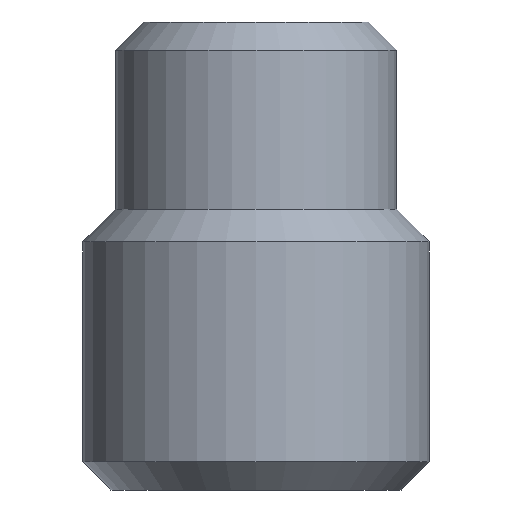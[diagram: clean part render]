
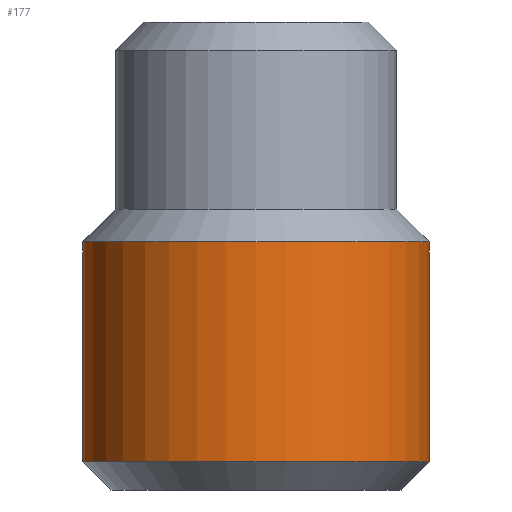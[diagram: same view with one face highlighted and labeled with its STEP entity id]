
A CAD part, front view. The second image highlights one B-rep face of the part: STEP entity #177.
In plain terms, the highlighted cylindrical face has radius 9.25 mm (diameter 18.5 mm), a full revolution.
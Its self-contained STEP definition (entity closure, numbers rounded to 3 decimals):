
#16=CYLINDRICAL_SURFACE('',#225,9.25);
#25=FACE_OUTER_BOUND('',#35,.T.);
#35=EDGE_LOOP('',(#155,#156,#157,#158));
#45=LINE('',#342,#55);
#55=VECTOR('',#288,9.25);
#68=CIRCLE('',#219,9.25);
#72=CIRCLE('',#226,9.25);
#84=VERTEX_POINT('',#326);
#88=VERTEX_POINT('',#340);
#106=EDGE_CURVE('',#84,#84,#68,.T.);
#112=EDGE_CURVE('',#88,#88,#72,.T.);
#113=EDGE_CURVE('',#88,#84,#45,.T.);
#155=ORIENTED_EDGE('',*,*,#112,.F.);
#156=ORIENTED_EDGE('',*,*,#113,.T.);
#157=ORIENTED_EDGE('',*,*,#106,.F.);
#158=ORIENTED_EDGE('',*,*,#113,.F.);
#177=ADVANCED_FACE('',(#25),#16,.T.);
#219=AXIS2_PLACEMENT_3D('',#328,#270,#271);
#225=AXIS2_PLACEMENT_3D('',#339,#284,#285);
#226=AXIS2_PLACEMENT_3D('',#341,#286,#287);
#270=DIRECTION('center_axis',(0.,0.,-1.));
#271=DIRECTION('ref_axis',(-1.,0.,0.));
#284=DIRECTION('center_axis',(0.,0.,1.));
#285=DIRECTION('ref_axis',(-1.,0.,0.));
#286=DIRECTION('center_axis',(0.,0.,1.));
#287=DIRECTION('ref_axis',(-1.,0.,0.));
#288=DIRECTION('',(0.,0.,-1.));
#326=CARTESIAN_POINT('',(9.25,0.,1.5));
#328=CARTESIAN_POINT('Origin',(0.,0.,1.5));
#339=CARTESIAN_POINT('Origin',(0.,0.,0.));
#340=CARTESIAN_POINT('',(9.25,0.,13.25));
#341=CARTESIAN_POINT('Origin',(0.,0.,13.25));
#342=CARTESIAN_POINT('',(9.25,0.,0.));
